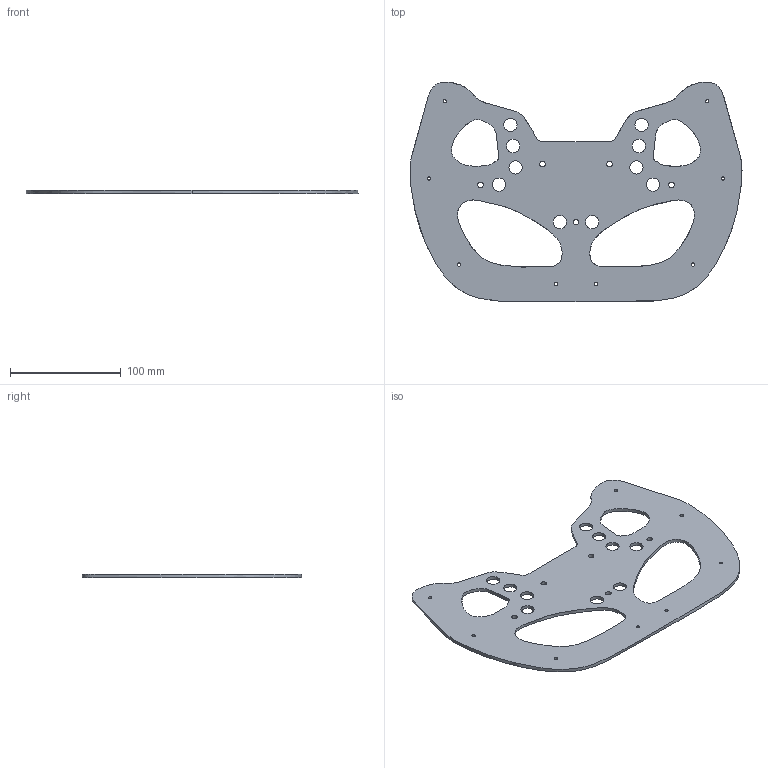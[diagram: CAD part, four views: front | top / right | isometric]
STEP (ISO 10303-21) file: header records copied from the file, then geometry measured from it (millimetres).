
FILE_DESCRIPTION(/* description */ (''),/* implementation_level */ '2;1');
FILE_NAME(/* name */ 'Front plate.step',/* time_stamp */ '2020-04-29T16:02:55+02:00',/* author */ (''),/* organization */ (''),/* preprocessor_version */ 'ST-DEVELOPER v18.1',/* originating_system */ 'Autodesk Translation Framework v9.2.0.1227',/* authorisation */ '');
FILE_SCHEMA (('AUTOMOTIVE_DESIGN { 1 0 10303 214 3 1 1 }'));
Length unit declared in the file: millimetre
Products named in the file (1): Front plate
Bounding box: 300.37 x 198.76 x 3 mm (x, y, z)
Volume: 99675.5 mm3; surface area: 76672.9 mm2
Topology: 1 solids, 1 shells, 31 faces, 87 edges, 58 vertices
Faces by surface type: cylinder 23, bspline 6, plane 2
Full cylindrical faces by diameter (mm): 3 x8, 5 x5, 12 x10
Entity records: 2817 total; most frequent: CARTESIAN_POINT 1879, ORIENTED_EDGE 174, DIRECTION 173, EDGE_CURVE 87, EDGE_LOOP 85, AXIS2_PLACEMENT_3D 72, VERTEX_POINT 58, FACE_BOUND 54
